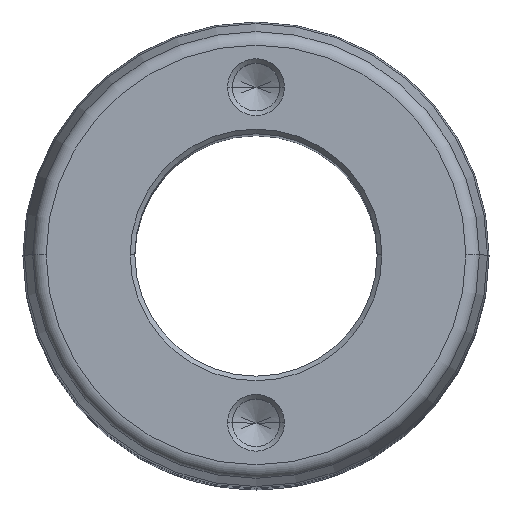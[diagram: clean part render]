
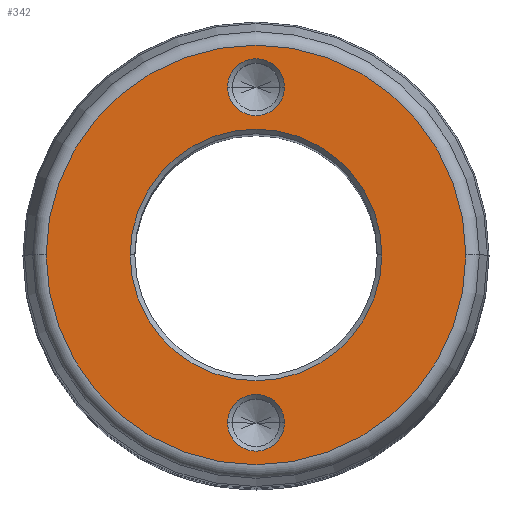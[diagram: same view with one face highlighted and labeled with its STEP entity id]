
A CAD part, top view. The second image highlights one B-rep face of the part: STEP entity #342.
In plain terms, the highlighted planar face has unit normal (0, 0, 1).
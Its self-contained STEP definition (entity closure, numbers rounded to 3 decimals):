
#14 = VERTEX_POINT ( 'NONE', #1386 ) ;
#82 = DIRECTION ( 'NONE',  ( 0., 0., -1. ) ) ;
#98 = CARTESIAN_POINT ( 'NONE',  ( 0., -36., 250. ) ) ;
#99 = EDGE_CURVE ( 'NONE', #2445, #691, #328, .T. ) ;
#122 = ORIENTED_EDGE ( 'NONE', *, *, #1816, .T. ) ;
#212 = EDGE_CURVE ( 'NONE', #2913, #1573, #2463, .T. ) ;
#269 = AXIS2_PLACEMENT_3D ( 'NONE', #2259, #3119, #2857 ) ;
#328 = CIRCLE ( 'NONE', #3275, 45.019 ) ;
#342 = ADVANCED_FACE ( 'NONE', ( #3186, #1365, #1792, #2702 ), #681, .T. ) ;
#388 = DIRECTION ( 'NONE',  ( 1., 0., 0. ) ) ;
#532 = CIRCLE ( 'NONE', #552, 27. ) ;
#552 = AXIS2_PLACEMENT_3D ( 'NONE', #2479, #2247, #3096 ) ;
#575 = EDGE_CURVE ( 'NONE', #691, #2445, #2502, .T. ) ;
#621 = CIRCLE ( 'NONE', #946, 27. ) ;
#633 = EDGE_CURVE ( 'NONE', #1573, #2913, #2819, .T. ) ;
#667 = DIRECTION ( 'NONE',  ( 1., 0., 0. ) ) ;
#681 = PLANE ( 'NONE',  #2446 ) ;
#691 = VERTEX_POINT ( 'NONE', #1410 ) ;
#946 = AXIS2_PLACEMENT_3D ( 'NONE', #2095, #1499, #388 ) ;
#965 = CARTESIAN_POINT ( 'NONE',  ( 0., 0., 250. ) ) ;
#976 = ORIENTED_EDGE ( 'NONE', *, *, #212, .T. ) ;
#1138 = EDGE_LOOP ( 'NONE', ( #2775, #3665 ) ) ;
#1152 = DIRECTION ( 'NONE',  ( 1., 0., 0. ) ) ;
#1239 = DIRECTION ( 'NONE',  ( 0., 0., -1. ) ) ;
#1341 = CARTESIAN_POINT ( 'NONE',  ( -27., 0., 250. ) ) ;
#1365 = FACE_BOUND ( 'NONE', #2944, .T. ) ;
#1382 = EDGE_CURVE ( 'NONE', #14, #2441, #532, .T. ) ;
#1386 = CARTESIAN_POINT ( 'NONE',  ( 27., 0., 250. ) ) ;
#1410 = CARTESIAN_POINT ( 'NONE',  ( 45.019, 0., 250. ) ) ;
#1449 = CIRCLE ( 'NONE', #2342, 6.1 ) ;
#1478 = DIRECTION ( 'NONE',  ( 1., 0., 0. ) ) ;
#1499 = DIRECTION ( 'NONE',  ( 0., 0., -1. ) ) ;
#1573 = VERTEX_POINT ( 'NONE', #2140 ) ;
#1702 = ORIENTED_EDGE ( 'NONE', *, *, #2037, .T. ) ;
#1721 = CARTESIAN_POINT ( 'NONE',  ( 0., 36., 250. ) ) ;
#1772 = DIRECTION ( 'NONE',  ( 1., 0., 0. ) ) ;
#1787 = EDGE_LOOP ( 'NONE', ( #1822, #2375 ) ) ;
#1790 = DIRECTION ( 'NONE',  ( 0., 0., 1. ) ) ;
#1792 = FACE_BOUND ( 'NONE', #1138, .T. ) ;
#1809 = VERTEX_POINT ( 'NONE', #2360 ) ;
#1813 = CARTESIAN_POINT ( 'NONE',  ( -6.1, 36., 250. ) ) ;
#1816 = EDGE_CURVE ( 'NONE', #1809, #2114, #1449, .T. ) ;
#1822 = ORIENTED_EDGE ( 'NONE', *, *, #575, .T. ) ;
#1826 = DIRECTION ( 'NONE',  ( 1., 0., 0. ) ) ;
#1957 = EDGE_CURVE ( 'NONE', #2441, #14, #621, .T. ) ;
#2037 = EDGE_CURVE ( 'NONE', #2114, #1809, #2218, .T. ) ;
#2072 = AXIS2_PLACEMENT_3D ( 'NONE', #98, #82, #1478 ) ;
#2095 = CARTESIAN_POINT ( 'NONE',  ( 0., 0., 250. ) ) ;
#2114 = VERTEX_POINT ( 'NONE', #1813 ) ;
#2140 = CARTESIAN_POINT ( 'NONE',  ( -6.1, -36., 250. ) ) ;
#2204 = EDGE_LOOP ( 'NONE', ( #976, #3615 ) ) ;
#2218 = CIRCLE ( 'NONE', #3234, 6.1 ) ;
#2247 = DIRECTION ( 'NONE',  ( 0., 0., -1. ) ) ;
#2259 = CARTESIAN_POINT ( 'NONE',  ( 0., 0., 250. ) ) ;
#2298 = AXIS2_PLACEMENT_3D ( 'NONE', #2872, #3445, #1152 ) ;
#2342 = AXIS2_PLACEMENT_3D ( 'NONE', #1721, #2639, #2888 ) ;
#2360 = CARTESIAN_POINT ( 'NONE',  ( 6.1, 36., 250. ) ) ;
#2375 = ORIENTED_EDGE ( 'NONE', *, *, #99, .T. ) ;
#2441 = VERTEX_POINT ( 'NONE', #1341 ) ;
#2445 = VERTEX_POINT ( 'NONE', #2481 ) ;
#2446 = AXIS2_PLACEMENT_3D ( 'NONE', #965, #1790, #667 ) ;
#2448 = CARTESIAN_POINT ( 'NONE',  ( 6.1, -36., 250. ) ) ;
#2463 = CIRCLE ( 'NONE', #2072, 6.1 ) ;
#2479 = CARTESIAN_POINT ( 'NONE',  ( 0., 0., 250. ) ) ;
#2481 = CARTESIAN_POINT ( 'NONE',  ( -45.019, 0., 250. ) ) ;
#2502 = CIRCLE ( 'NONE', #269, 45.019 ) ;
#2639 = DIRECTION ( 'NONE',  ( 0., 0., -1. ) ) ;
#2661 = CARTESIAN_POINT ( 'NONE',  ( 0., 36., 250. ) ) ;
#2702 = FACE_OUTER_BOUND ( 'NONE', #1787, .T. ) ;
#2775 = ORIENTED_EDGE ( 'NONE', *, *, #1382, .T. ) ;
#2819 = CIRCLE ( 'NONE', #2298, 6.1 ) ;
#2857 = DIRECTION ( 'NONE',  ( 1., 0., 0. ) ) ;
#2872 = CARTESIAN_POINT ( 'NONE',  ( 0., -36., 250. ) ) ;
#2888 = DIRECTION ( 'NONE',  ( 1., 0., 0. ) ) ;
#2913 = VERTEX_POINT ( 'NONE', #2448 ) ;
#2944 = EDGE_LOOP ( 'NONE', ( #122, #1702 ) ) ;
#2977 = DIRECTION ( 'NONE',  ( 0., 0., 1. ) ) ;
#3066 = CARTESIAN_POINT ( 'NONE',  ( 0., 0., 250. ) ) ;
#3096 = DIRECTION ( 'NONE',  ( 1., 0., 0. ) ) ;
#3119 = DIRECTION ( 'NONE',  ( 0., 0., 1. ) ) ;
#3186 = FACE_BOUND ( 'NONE', #2204, .T. ) ;
#3234 = AXIS2_PLACEMENT_3D ( 'NONE', #2661, #1239, #1826 ) ;
#3275 = AXIS2_PLACEMENT_3D ( 'NONE', #3066, #2977, #1772 ) ;
#3445 = DIRECTION ( 'NONE',  ( 0., 0., -1. ) ) ;
#3615 = ORIENTED_EDGE ( 'NONE', *, *, #633, .T. ) ;
#3665 = ORIENTED_EDGE ( 'NONE', *, *, #1957, .T. ) ;
